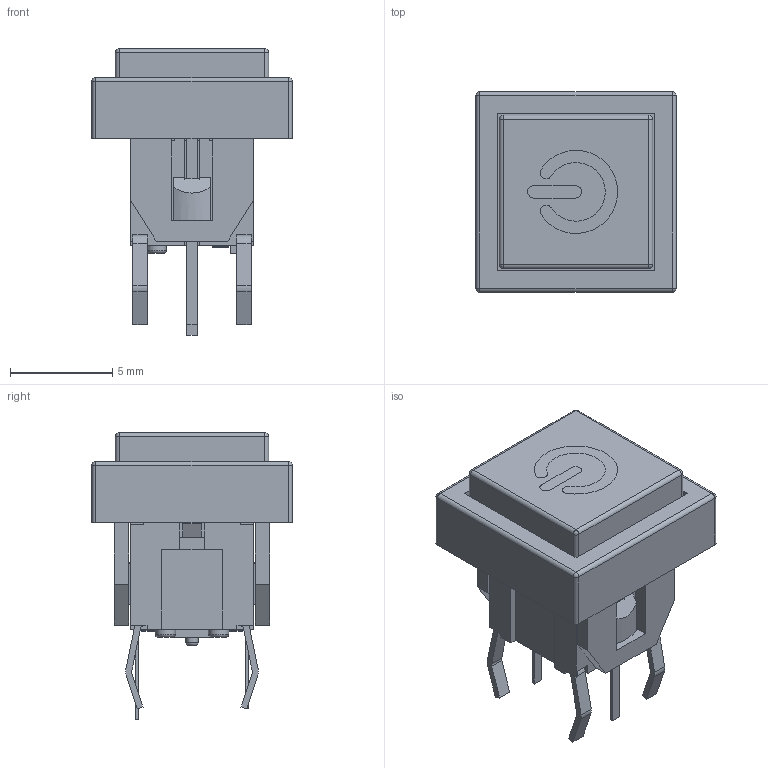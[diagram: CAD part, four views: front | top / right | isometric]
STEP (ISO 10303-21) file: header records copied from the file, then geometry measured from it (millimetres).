
FILE_DESCRIPTION(/* description */ (''),/* implementation_level */ '2;1');
FILE_NAME(/* name */ 'TL1220S1xxxx-POWER.stp',/* time_stamp */ '2026-01-12T10:41:05-06:00',/* author */ ('jmeyers'),/* organization */ (''),/* preprocessor_version */ 'ST-DEVELOPER v18.1',/* originating_system */ 'Autodesk Inventor 2022',/* authorisation */ '');
FILE_SCHEMA (('AUTOMOTIVE_DESIGN { 1 0 10303 214 3 1 1 }'));
Length unit declared in the file: inch
Products named in the file (1): Part7
Bounding box: 9.8 x 9.8 x 14 mm (x, y, z)
Volume: 445.2 mm3; surface area: 1297.7 mm2
Topology: 1 solids, 1 shells, 434 faces, 1257 edges, 802 vertices
Faces by surface type: plane 348, cylinder 74, sphere 8, torus 2, cone 1, bspline 1
Full cylindrical faces by diameter (mm): 1 x3, 3.7 x1
Entity records: 14119 total; most frequent: CARTESIAN_POINT 2532, ORIENTED_EDGE 2498, DIRECTION 2280, EDGE_CURVE 1249, LINE 1082, VECTOR 1082, VERTEX_POINT 802, AXIS2_PLACEMENT_3D 599
